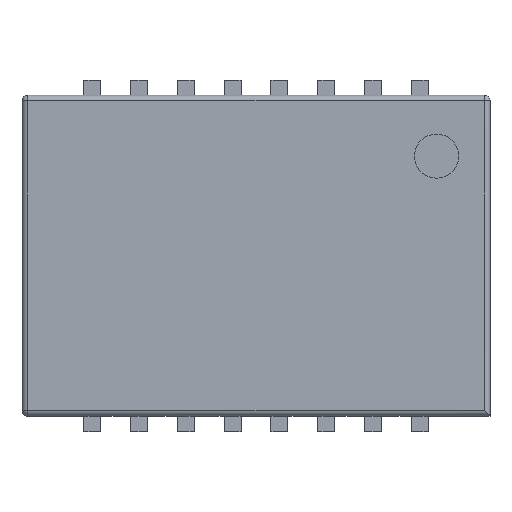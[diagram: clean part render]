
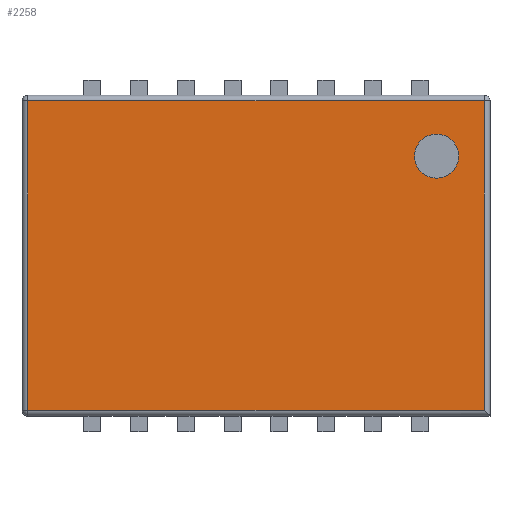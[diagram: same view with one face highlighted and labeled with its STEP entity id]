
A CAD part, top view. The second image highlights one B-rep face of the part: STEP entity #2258.
In plain terms, the highlighted planar face has unit normal (0, 0, 1).
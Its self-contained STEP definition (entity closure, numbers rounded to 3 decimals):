
#2=CARTESIAN_POINT('',(4.9,2.7,0.));
#3=DIRECTION('',(0.,0.,1.));
#4=DIRECTION('',(1.,0.,0.));
#5=AXIS2_PLACEMENT_3D('',#2,#3,#4);
#7=CARTESIAN_POINT('',(4.9,2.7,0.));
#8=DIRECTION('',(0.,0.,1.));
#9=DIRECTION('',(-1.,0.,0.));
#10=AXIS2_PLACEMENT_3D('',#7,#8,#9);
#12=DIRECTION('',(-1.,0.,0.));
#13=VECTOR('',#12,12.4);
#14=CARTESIAN_POINT('',(6.2,4.2,0.));
#15=LINE('',#14,#13);
#16=DIRECTION('',(0.,1.,0.));
#17=VECTOR('',#16,8.4);
#18=CARTESIAN_POINT('',(6.2,-4.2,0.));
#19=LINE('',#18,#17);
#20=DIRECTION('',(1.,0.,0.));
#21=VECTOR('',#20,12.4);
#22=CARTESIAN_POINT('',(-6.2,-4.2,0.));
#23=LINE('',#22,#21);
#24=DIRECTION('',(0.,-1.,0.));
#25=VECTOR('',#24,8.4);
#26=CARTESIAN_POINT('',(-6.2,4.2,0.));
#27=LINE('',#26,#25);
#1717=CARTESIAN_POINT('',(5.5,2.7,0.));
#1718=CARTESIAN_POINT('',(4.3,2.7,0.));
#1719=VERTEX_POINT('',#1717);
#1720=VERTEX_POINT('',#1718);
#2207=CARTESIAN_POINT('',(6.2,4.2,0.));
#2208=CARTESIAN_POINT('',(-6.2,4.2,0.));
#2209=VERTEX_POINT('',#2207);
#2210=VERTEX_POINT('',#2208);
#2217=CARTESIAN_POINT('',(6.2,-4.2,0.));
#2218=VERTEX_POINT('',#2217);
#2229=CARTESIAN_POINT('',(-6.2,-4.2,0.));
#2230=VERTEX_POINT('',#2229);
#2237=CARTESIAN_POINT('',(0.,0.,0.));
#2238=DIRECTION('',(0.,0.,1.));
#2239=DIRECTION('',(1.,0.,0.));
#2240=AXIS2_PLACEMENT_3D('',#2237,#2238,#2239);
#2241=PLANE('',#2240);
#2243=ORIENTED_EDGE('',*,*,#2242,.F.);
#2245=ORIENTED_EDGE('',*,*,#2244,.F.);
#2247=ORIENTED_EDGE('',*,*,#2246,.F.);
#2249=ORIENTED_EDGE('',*,*,#2248,.F.);
#2250=EDGE_LOOP('',(#2243,#2245,#2247,#2249));
#2251=FACE_OUTER_BOUND('',#2250,.F.);
#2253=ORIENTED_EDGE('',*,*,#2252,.T.);
#2255=ORIENTED_EDGE('',*,*,#2254,.T.);
#2256=EDGE_LOOP('',(#2253,#2255));
#2257=FACE_BOUND('',#2256,.F.);
#6=CIRCLE('',#5,0.6);
#11=CIRCLE('',#10,0.6);
#2242=EDGE_CURVE('',#2209,#2210,#15,.T.);
#2244=EDGE_CURVE('',#2218,#2209,#19,.T.);
#2246=EDGE_CURVE('',#2230,#2218,#23,.T.);
#2248=EDGE_CURVE('',#2210,#2230,#27,.T.);
#2252=EDGE_CURVE('',#1719,#1720,#6,.T.);
#2254=EDGE_CURVE('',#1720,#1719,#11,.T.);
#2258=ADVANCED_FACE('',(#2251,#2257),#2241,.T.);
